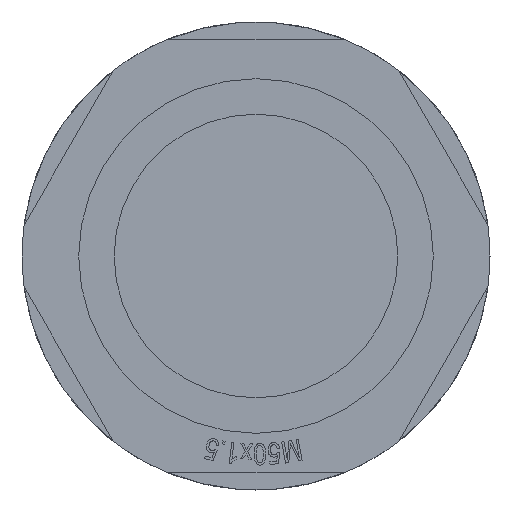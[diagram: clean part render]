
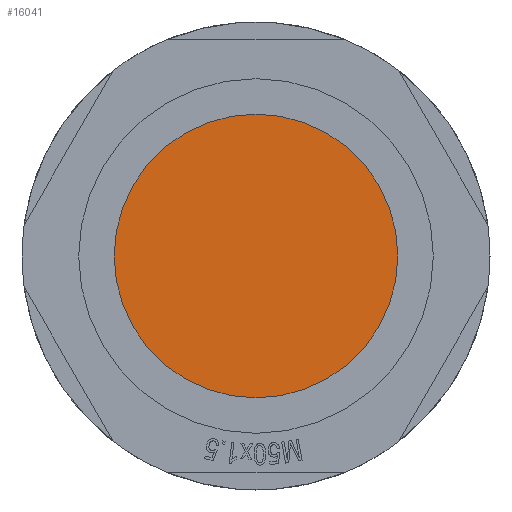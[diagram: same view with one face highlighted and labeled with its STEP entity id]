
A CAD part, front view. The second image highlights one B-rep face of the part: STEP entity #16041.
In plain terms, the highlighted planar face has unit normal (0, -1, 0).
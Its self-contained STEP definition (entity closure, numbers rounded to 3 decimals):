
#255 = CARTESIAN_POINT ( 'NONE',  ( 0., 65.7, 0. ) ) ;
#1446 = CIRCLE ( 'NONE', #18795, 21. ) ;
#1501 = EDGE_CURVE ( 'NONE', #7597, #7416, #1446, .T. ) ;
#1762 = DIRECTION ( 'NONE',  ( -1., 0., 0. ) ) ;
#1816 = EDGE_CURVE ( 'NONE', #7416, #7597, #9631, .T. ) ;
#3068 = DIRECTION ( 'NONE',  ( 0., -1., 0. ) ) ;
#3768 = DIRECTION ( 'NONE',  ( 0., 1., 0. ) ) ;
#7416 = VERTEX_POINT ( 'NONE', #14182 ) ;
#7597 = VERTEX_POINT ( 'NONE', #17757 ) ;
#8019 = FACE_OUTER_BOUND ( 'NONE', #17158, .T. ) ;
#9631 = CIRCLE ( 'NONE', #16057, 21. ) ;
#10704 = DIRECTION ( 'NONE',  ( 0., -1., 0. ) ) ;
#11322 = ORIENTED_EDGE ( 'NONE', *, *, #1501, .T. ) ;
#12037 = CARTESIAN_POINT ( 'NONE',  ( 0., 65.7, 0. ) ) ;
#12692 = ORIENTED_EDGE ( 'NONE', *, *, #1816, .T. ) ;
#12734 = CARTESIAN_POINT ( 'NONE',  ( 0., 65.7, 0. ) ) ;
#13555 = DIRECTION ( 'NONE',  ( -1., 0., 0. ) ) ;
#14182 = CARTESIAN_POINT ( 'NONE',  ( 21., 65.7, 0. ) ) ;
#14225 = DIRECTION ( 'NONE',  ( -1., 0., 0. ) ) ;
#15379 = AXIS2_PLACEMENT_3D ( 'NONE', #12734, #3768, #14225 ) ;
#15576 = PLANE ( 'NONE',  #15379 ) ;
#16041 = ADVANCED_FACE ( 'NONE', ( #8019 ), #15576, .F. ) ;
#16057 = AXIS2_PLACEMENT_3D ( 'NONE', #255, #10704, #1762 ) ;
#17158 = EDGE_LOOP ( 'NONE', ( #12692, #11322 ) ) ;
#17757 = CARTESIAN_POINT ( 'NONE',  ( -21., 65.7, 0. ) ) ;
#18795 = AXIS2_PLACEMENT_3D ( 'NONE', #12037, #3068, #13555 ) ;
